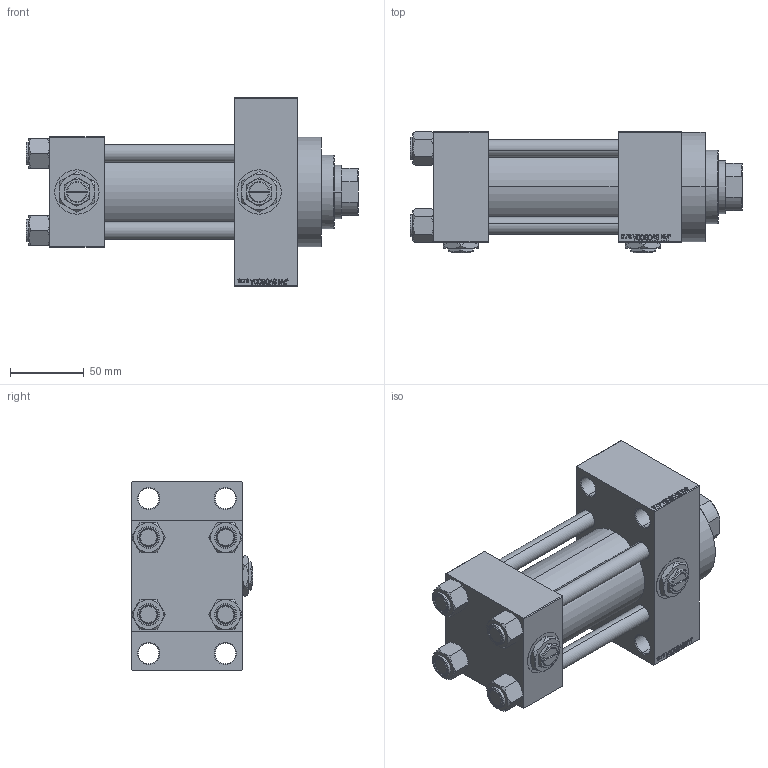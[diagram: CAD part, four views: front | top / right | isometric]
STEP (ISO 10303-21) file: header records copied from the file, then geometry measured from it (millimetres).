
FILE_DESCRIPTION (( 'STEP AP203' ), '1' );
FILE_NAME ('f01b.STEP', '2022-04-16T00:25:14', ( '' ), ( '' ), 'SwSTEP 2.0', 'SolidWorks 2019', '' );
FILE_SCHEMA (( 'CONFIG_CONTROL_DESIGN' ));
Length unit declared in the file: millimetre
Products named in the file (7): V215CR_D_Body 6a4d8f980e0c72cb7196293a0a1be56b; V215CR_VCP_D 6a4d8f980e0c72cb7196293a0a1be56b; V215CR_D_TYCINKA 6a4d8f980e0c72cb7196293a0a1be56b; f01b; NUT_M5_D 6a4d8f980e0c72cb7196293a0a1be56b; Zatka_pro_OIL_PORT 6a4d8f980e0c72cb7196293a0a1be56b; V215_VC_A 6a4d8f980e0c72cb7196293a0a1be56b
Assembly tree (13 placements, depth 2):
  f01b
    V215CR_D_Body 6a4d8f980e0c72cb7196293a0a1be56b
    V215CR_VCP_D 6a4d8f980e0c72cb7196293a0a1be56b
    NUT_M5_D 6a4d8f980e0c72cb7196293a0a1be56b  x4
    V215CR_D_TYCINKA 6a4d8f980e0c72cb7196293a0a1be56b  x4
    V215_VC_A 6a4d8f980e0c72cb7196293a0a1be56b
    Zatka_pro_OIL_PORT 6a4d8f980e0c72cb7196293a0a1be56b  x2
Bounding box: 225 x 82.27 x 128 mm (x, y, z)
Volume: 880825.2 mm3; surface area: 195882.2 mm2
Topology: 13 solids, 13 shells, 1215 faces, 3008 edges, 1935 vertices
Faces by surface type: plane 549, bspline 368, cone 186, cylinder 104, torus 8
Entity records: 49583 total; most frequent: CARTESIAN_POINT 25761, ORIENTED_EDGE 5316, DIRECTION 3514, EDGE_CURVE 2658, VERTEX_POINT 1733, VECTOR 1558, LINE 1558, EDGE_LOOP 1191
